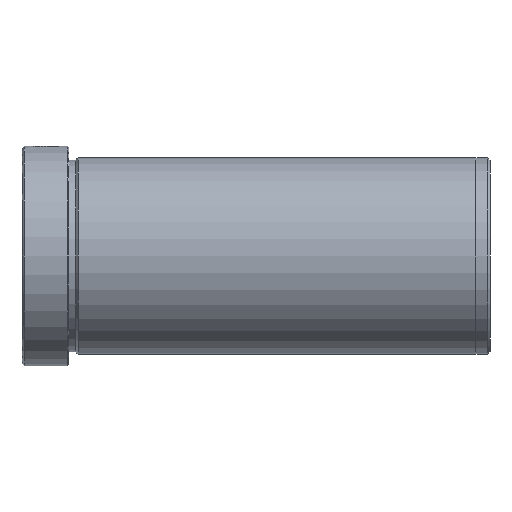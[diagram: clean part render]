
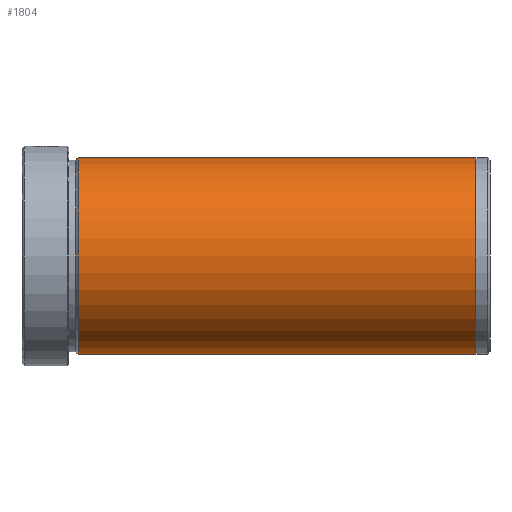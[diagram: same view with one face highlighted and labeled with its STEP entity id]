
A CAD part, left-side view. The second image highlights one B-rep face of the part: STEP entity #1804.
In plain terms, the highlighted cylindrical face has radius 21 mm (diameter 42 mm), a partial arc.
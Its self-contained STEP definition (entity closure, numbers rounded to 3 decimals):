
#14 = CARTESIAN_POINT ( 'NONE',  ( 0., -97., 21. ) ) ;
#59 = CARTESIAN_POINT ( 'NONE',  ( 0., -97., -21. ) ) ;
#115 = EDGE_CURVE ( 'NONE', #1707, #635, #1569, .T. ) ;
#231 = DIRECTION ( 'NONE',  ( 0., 1., 0. ) ) ;
#280 = DIRECTION ( 'NONE',  ( 0., 1., 0. ) ) ;
#332 = VERTEX_POINT ( 'NONE', #59 ) ;
#387 = ORIENTED_EDGE ( 'NONE', *, *, #1690, .F. ) ;
#399 = CIRCLE ( 'NONE', #1858, 21. ) ;
#435 = CARTESIAN_POINT ( 'NONE',  ( 0., 0., 21. ) ) ;
#506 = CARTESIAN_POINT ( 'NONE',  ( 0., -97., 0. ) ) ;
#546 = CARTESIAN_POINT ( 'NONE',  ( 0., -12., -21. ) ) ;
#589 = VECTOR ( 'NONE', #231, 1000. ) ;
#635 = VERTEX_POINT ( 'NONE', #735 ) ;
#642 = DIRECTION ( 'NONE',  ( 0., 0., -1. ) ) ;
#648 = CYLINDRICAL_SURFACE ( 'NONE', #1247, 21. ) ;
#663 = CARTESIAN_POINT ( 'NONE',  ( 0., 0., -21. ) ) ;
#672 = ORIENTED_EDGE ( 'NONE', *, *, #1195, .F. ) ;
#709 = ORIENTED_EDGE ( 'NONE', *, *, #115, .T. ) ;
#724 = DIRECTION ( 'NONE',  ( 0., 1., 0. ) ) ;
#735 = CARTESIAN_POINT ( 'NONE',  ( 0., -12., 21. ) ) ;
#942 = LINE ( 'NONE', #663, #589 ) ;
#1086 = DIRECTION ( 'NONE',  ( 0., 0., 1. ) ) ;
#1139 = CARTESIAN_POINT ( 'NONE',  ( 0., -12., 0. ) ) ;
#1177 = VECTOR ( 'NONE', #724, 1000. ) ;
#1195 = EDGE_CURVE ( 'NONE', #1707, #332, #399, .T. ) ;
#1223 = DIRECTION ( 'NONE',  ( 0., 1., 0. ) ) ;
#1247 = AXIS2_PLACEMENT_3D ( 'NONE', #1531, #1223, #1086 ) ;
#1288 = DIRECTION ( 'NONE',  ( 0., 0., 1. ) ) ;
#1353 = VERTEX_POINT ( 'NONE', #546 ) ;
#1399 = EDGE_LOOP ( 'NONE', ( #1591, #672, #709, #387 ) ) ;
#1509 = DIRECTION ( 'NONE',  ( 0., -1., 0. ) ) ;
#1511 = FACE_OUTER_BOUND ( 'NONE', #1399, .T. ) ;
#1531 = CARTESIAN_POINT ( 'NONE',  ( 0., 0., 0. ) ) ;
#1569 = LINE ( 'NONE', #435, #1177 ) ;
#1591 = ORIENTED_EDGE ( 'NONE', *, *, #1616, .F. ) ;
#1616 = EDGE_CURVE ( 'NONE', #332, #1353, #942, .T. ) ;
#1655 = CIRCLE ( 'NONE', #1685, 21. ) ;
#1685 = AXIS2_PLACEMENT_3D ( 'NONE', #1139, #280, #1288 ) ;
#1690 = EDGE_CURVE ( 'NONE', #1353, #635, #1655, .T. ) ;
#1707 = VERTEX_POINT ( 'NONE', #14 ) ;
#1804 = ADVANCED_FACE ( 'NONE', ( #1511 ), #648, .T. ) ;
#1858 = AXIS2_PLACEMENT_3D ( 'NONE', #506, #1509, #642 ) ;
